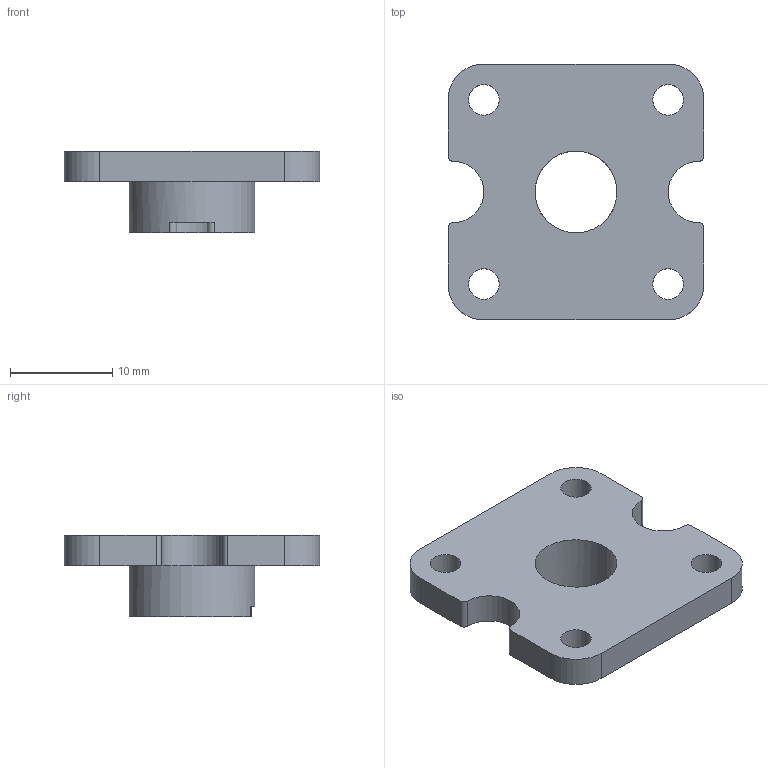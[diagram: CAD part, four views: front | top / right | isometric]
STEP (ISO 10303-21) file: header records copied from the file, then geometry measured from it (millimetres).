
FILE_DESCRIPTION(/* description */ (''),/* implementation_level */ '2;1');
FILE_NAME(/* name */ 'Top_Generic.stp',/* time_stamp */ '2015-09-04T09:12:37+01:00',/* author */ ('Oliver'),/* organization */ (''),/* preprocessor_version */ 'ST-DEVELOPER v15.6',/* originating_system */ 'Autodesk Inventor 2015',/* authorisation */ '');
FILE_SCHEMA (('AUTOMOTIVE_DESIGN { 1 0 10303 214 3 1 1 }'));
Length unit declared in the file: millimetre
Products named in the file (1): Top
Bounding box: 25 x 25 x 8 mm (x, y, z)
Volume: 1840.3 mm3; surface area: 1813.6 mm2
Topology: 1 solids, 1 shells, 32 faces, 90 edges, 60 vertices
Faces by surface type: cylinder 20, plane 12
Full cylindrical faces by diameter (mm): 3 x4, 8 x1, 12.3 x1
Entity records: 1052 total; most frequent: DIRECTION 190, CARTESIAN_POINT 173, ORIENTED_EDGE 164, EDGE_CURVE 82, AXIS2_PLACEMENT_3D 75, VERTEX_POINT 58, EDGE_LOOP 48, CIRCLE 42
